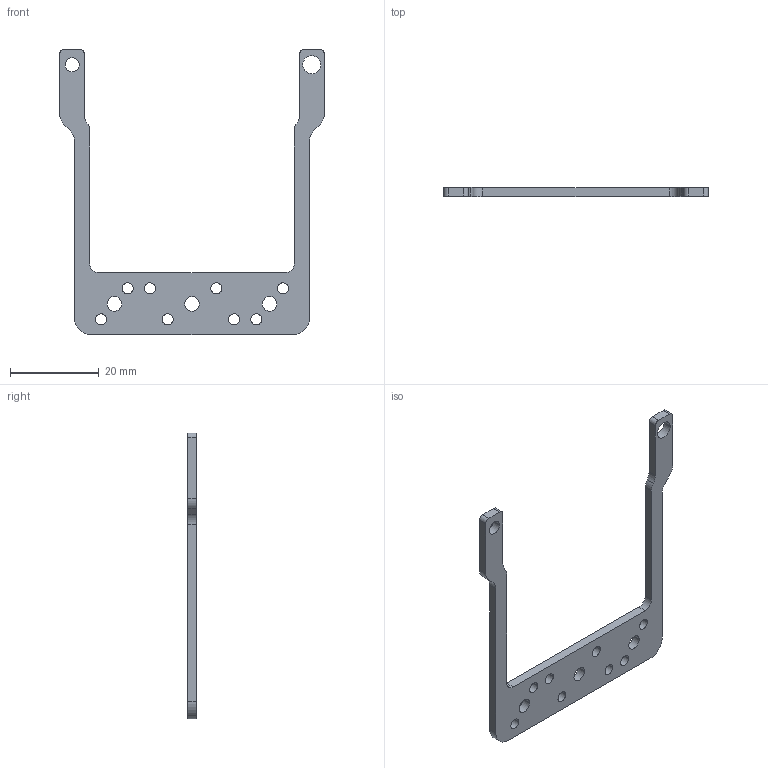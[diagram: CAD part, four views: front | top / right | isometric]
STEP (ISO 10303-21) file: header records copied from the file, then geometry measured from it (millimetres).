
FILE_DESCRIPTION(('Creo Elements/Direct Modeling STEP Export'),'2;1');
FILE_NAME('223mj0b5u37229e14756','2023-12-06T14:08:18',(''),(''),'Creo Elements/Direct Modeling STEP processor for AP214 (Solid Model)','Creo Elements/Direct Modeling 20.5B 27-May-2023 (C) Parametric Technology GmbH','');
FILE_SCHEMA(('AUTOMOTIVE_DESIGN { 1 0 10303 214 1 1 1 1 }'));
Length unit declared in the file: millimetre
Products named in the file (2): CR_10_STA
Assembly tree (1 placements, depth 2):
  CR_10_STA
    CR_10_STA
Bounding box: 59.6 x 2 x 64.4 mm (x, y, z)
Volume: 2154.8 mm3; surface area: 3059.6 mm2
Topology: 1 solids, 1 shells, 58 faces, 168 edges, 112 vertices
Faces by surface type: cylinder 42, plane 16
Entity records: 1923 total; most frequent: ORIENTED_EDGE 336, DIRECTION 320, CARTESIAN_POINT 314, EDGE_CURVE 168, AXIS2_PLACEMENT_3D 118, VERTEX_POINT 112, VECTOR 84, LINE 84
